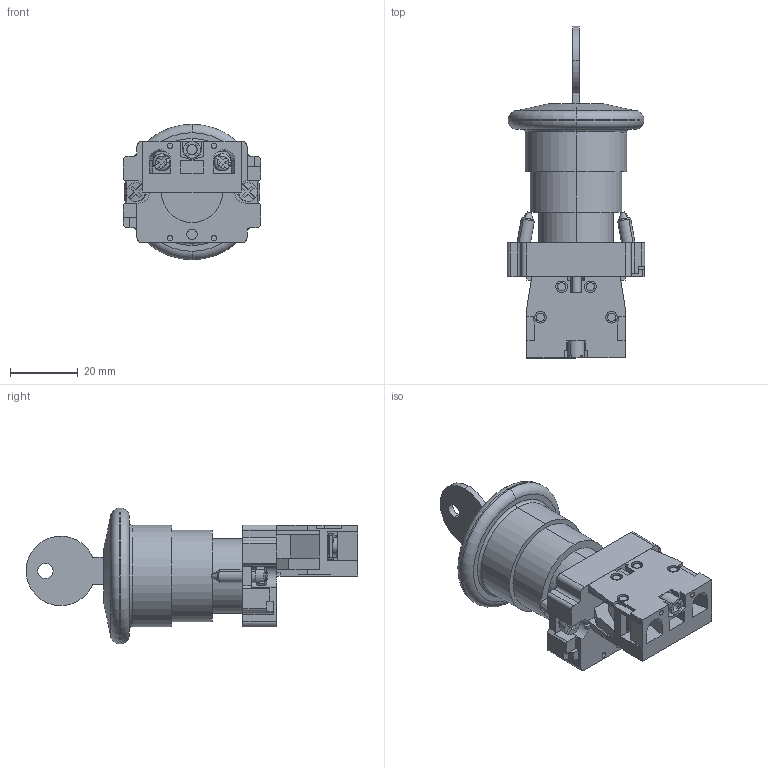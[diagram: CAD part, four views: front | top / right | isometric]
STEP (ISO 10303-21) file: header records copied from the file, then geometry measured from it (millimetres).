
FILE_DESCRIPTION (( 'STEP AP214' ), '1' );
FILE_NAME ('BBG50-LAY5-K04 Êíîïêà LAY5-BS142 Ãðèáîêñ êëþ÷îì êðàñ. d22ìì 240Â 1ð ÈÝÊ.STEP', '2017-11-01T11:43:19', ( '' ), ( '' ), 'SwSTEP 2.0', 'SolidWorks 2014', '' );
FILE_SCHEMA (( 'AUTOMOTIVE_DESIGN' ));
Length unit declared in the file: millimetre
Products named in the file (1): BBG50-LAY5-K04 Êíîïêà LAY5-BS142 Ãðèáîêñ êëþ÷îì  êðàñ. d22ìì  240Â 1ð ÈÝÊ
Bounding box: 40.5 x 98 x 40 mm (x, y, z)
Volume: 41060.9 mm3; surface area: 19313.5 mm2
Topology: 6 solids, 6 shells, 467 faces, 1233 edges, 813 vertices
Faces by surface type: plane 333, cylinder 106, torus 12, cone 10, bspline 6
Entity records: 14781 total; most frequent: CARTESIAN_POINT 2890, ORIENTED_EDGE 2466, DIRECTION 2422, EDGE_CURVE 1233, LINE 924, VECTOR 924, VERTEX_POINT 813, AXIS2_PLACEMENT_3D 749
